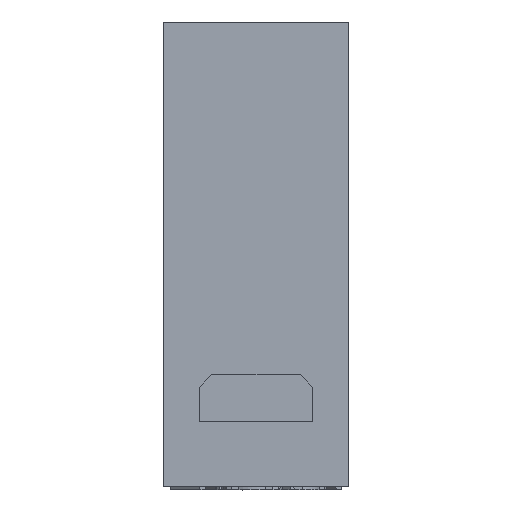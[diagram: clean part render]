
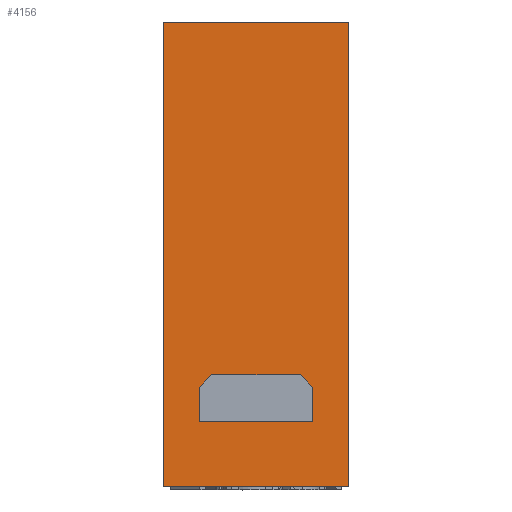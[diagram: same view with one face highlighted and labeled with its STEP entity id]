
A CAD part, front view. The second image highlights one B-rep face of the part: STEP entity #4156.
In plain terms, the highlighted planar face has unit normal (0, -1, 0).
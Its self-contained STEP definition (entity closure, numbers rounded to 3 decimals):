
#4156=ADVANCED_FACE('',(#4946,#4947),#4625,.T.);
#4625=PLANE('',#14740);
#4946=FACE_BOUND('',#5336,.T.);
#4947=FACE_BOUND('',#5337,.T.);
#5336=EDGE_LOOP('',(#7173,#7174,#7175,#7176,#7177,#7178));
#5337=EDGE_LOOP('',(#7179,#7180,#7181,#7182));
#7173=ORIENTED_EDGE('',*,*,#10198,.F.);
#7174=ORIENTED_EDGE('',*,*,#10199,.F.);
#7175=ORIENTED_EDGE('',*,*,#10200,.F.);
#7176=ORIENTED_EDGE('',*,*,#10201,.F.);
#7177=ORIENTED_EDGE('',*,*,#10202,.F.);
#7178=ORIENTED_EDGE('',*,*,#10203,.F.);
#7179=ORIENTED_EDGE('',*,*,#10204,.T.);
#7180=ORIENTED_EDGE('',*,*,#10196,.F.);
#7181=ORIENTED_EDGE('',*,*,#9361,.F.);
#7182=ORIENTED_EDGE('',*,*,#9458,.F.);
#8435=VERTEX_POINT('',#18360);
#8436=VERTEX_POINT('',#18361);
#8532=VERTEX_POINT('',#18825);
#9037=VERTEX_POINT('',#20769);
#9038=VERTEX_POINT('',#20773);
#9039=VERTEX_POINT('',#20774);
#9040=VERTEX_POINT('',#20776);
#9041=VERTEX_POINT('',#20778);
#9042=VERTEX_POINT('',#20780);
#9043=VERTEX_POINT('',#20782);
#9361=EDGE_CURVE('',#8435,#8436,#11512,.T.);
#9458=EDGE_CURVE('',#8532,#8435,#11557,.T.);
#10196=EDGE_CURVE('',#8436,#9037,#12129,.T.);
#10198=EDGE_CURVE('',#9038,#9039,#12131,.T.);
#10199=EDGE_CURVE('',#9040,#9038,#12132,.T.);
#10200=EDGE_CURVE('',#9041,#9040,#12133,.T.);
#10201=EDGE_CURVE('',#9042,#9041,#12134,.T.);
#10202=EDGE_CURVE('',#9043,#9042,#12135,.T.);
#10203=EDGE_CURVE('',#9039,#9043,#12136,.T.);
#10204=EDGE_CURVE('',#8532,#9037,#12137,.T.);
#11512=LINE('',#18359,#12590);
#11557=LINE('',#18826,#12635);
#12129=LINE('',#20768,#13207);
#12131=LINE('',#20772,#13209);
#12132=LINE('',#20775,#13210);
#12133=LINE('',#20777,#13211);
#12134=LINE('',#20779,#13212);
#12135=LINE('',#20781,#13213);
#12136=LINE('',#20783,#13214);
#12137=LINE('',#20784,#13215);
#12590=VECTOR('',#15165,1.);
#12635=VECTOR('',#15226,1.);
#13207=VECTOR('',#16562,1.);
#13209=VECTOR('',#16566,1.);
#13210=VECTOR('',#16567,1.);
#13211=VECTOR('',#16568,1.);
#13212=VECTOR('',#16569,1.);
#13213=VECTOR('',#16570,1.);
#13214=VECTOR('',#16571,1.);
#13215=VECTOR('',#16572,1.);
#14740=AXIS2_PLACEMENT_3D('',#20785,#16573,#16574);
#15165=DIRECTION('',(0.,0.,1.));
#15226=DIRECTION('',(-1.,0.,0.));
#16562=DIRECTION('',(1.,0.,0.));
#16566=DIRECTION('',(0.,0.,-1.));
#16567=DIRECTION('',(-0.707,0.,-0.707));
#16568=DIRECTION('',(-1.,0.,0.));
#16569=DIRECTION('',(-0.707,0.,0.707));
#16570=DIRECTION('',(0.,0.,1.));
#16571=DIRECTION('',(1.,0.,0.));
#16572=DIRECTION('',(0.,0.,1.));
#16573=DIRECTION('',(0.,-1.,0.));
#16574=DIRECTION('',(-1.,0.,0.));
#18359=CARTESIAN_POINT('',(-7.325,-15.15,-5.15));
#18360=CARTESIAN_POINT('',(-7.325,-15.15,-5.15));
#18361=CARTESIAN_POINT('',(-7.325,-15.15,31.5));
#18825=CARTESIAN_POINT('',(7.325,-15.15,-5.15));
#18826=CARTESIAN_POINT('',(7.325,-15.15,-5.15));
#20768=CARTESIAN_POINT('',(7.325,-15.15,31.5));
#20769=CARTESIAN_POINT('',(7.325,-15.15,31.5));
#20772=CARTESIAN_POINT('',(-4.475,-15.15,2.7));
#20773=CARTESIAN_POINT('',(-4.475,-15.15,2.7));
#20774=CARTESIAN_POINT('',(-4.475,-15.15,0.));
#20775=CARTESIAN_POINT('',(-3.475,-15.15,3.7));
#20776=CARTESIAN_POINT('',(-3.475,-15.15,3.7));
#20777=CARTESIAN_POINT('',(3.475,-15.15,3.7));
#20778=CARTESIAN_POINT('',(3.475,-15.15,3.7));
#20779=CARTESIAN_POINT('',(4.475,-15.15,2.7));
#20780=CARTESIAN_POINT('',(4.475,-15.15,2.7));
#20781=CARTESIAN_POINT('',(4.475,-15.15,0.));
#20782=CARTESIAN_POINT('',(4.475,-15.15,0.));
#20783=CARTESIAN_POINT('',(-4.475,-15.15,0.));
#20784=CARTESIAN_POINT('',(7.325,-15.15,-5.15));
#20785=CARTESIAN_POINT('',(7.325,-15.15,31.5));
